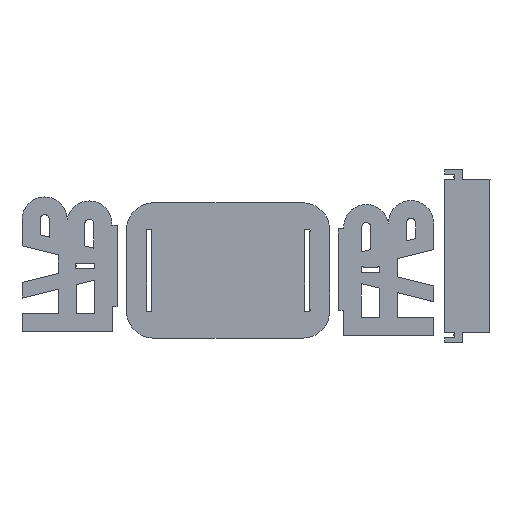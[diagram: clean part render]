
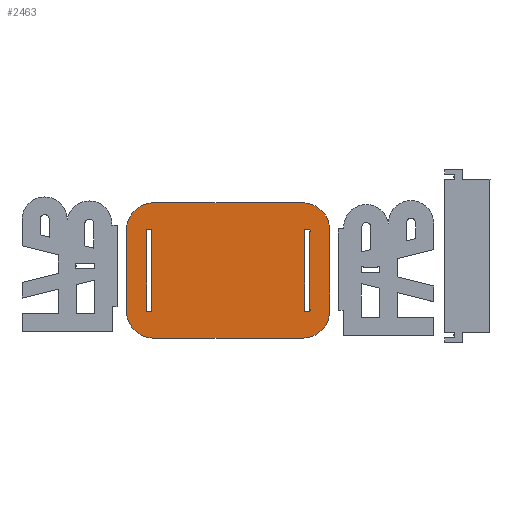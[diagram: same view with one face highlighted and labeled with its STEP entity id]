
A CAD part, top view. The second image highlights one B-rep face of the part: STEP entity #2463.
In plain terms, the highlighted planar face has unit normal (0, 0, 1).
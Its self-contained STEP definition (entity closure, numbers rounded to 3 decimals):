
#43=FACE_BOUND('',#310,.T.);
#44=FACE_BOUND('',#311,.T.);
#75=PLANE('',#2666);
#181=FACE_OUTER_BOUND('',#309,.T.);
#309=EDGE_LOOP('',(#1781,#1782,#1783,#1784,#1785,#1786,#1787,#1788));
#310=EDGE_LOOP('',(#1789,#1790,#1791,#1792,#1793,#1794,#1795,#1796));
#311=EDGE_LOOP('',(#1797,#1798,#1799,#1800,#1801,#1802,#1803,#1804));
#437=LINE('',#3539,#729);
#441=LINE('',#3551,#733);
#445=LINE('',#3563,#737);
#448=LINE('',#3572,#740);
#451=LINE('',#3580,#743);
#456=LINE('',#3593,#748);
#460=LINE('',#3605,#752);
#464=LINE('',#3617,#756);
#467=LINE('',#3628,#759);
#471=LINE('',#3640,#763);
#475=LINE('',#3652,#767);
#479=LINE('',#3664,#771);
#729=VECTOR('',#2837,10.);
#733=VECTOR('',#2849,10.);
#737=VECTOR('',#2861,10.);
#740=VECTOR('',#2872,10.);
#743=VECTOR('',#2877,10.);
#748=VECTOR('',#2890,10.);
#752=VECTOR('',#2902,10.);
#756=VECTOR('',#2914,10.);
#759=VECTOR('',#2925,10.);
#763=VECTOR('',#2937,10.);
#767=VECTOR('',#2949,10.);
#771=VECTOR('',#2961,10.);
#1018=CIRCLE('',#2620,3.);
#1020=CIRCLE('',#2624,3.);
#1022=CIRCLE('',#2628,3.);
#1024=CIRCLE('',#2632,3.);
#1026=CIRCLE('',#2637,3.);
#1028=CIRCLE('',#2641,3.);
#1030=CIRCLE('',#2645,3.);
#1032=CIRCLE('',#2649,3.);
#1034=CIRCLE('',#2653,60.);
#1036=CIRCLE('',#2657,60.);
#1038=CIRCLE('',#2661,60.);
#1040=CIRCLE('',#2665,60.);
#1087=VERTEX_POINT('',#3529);
#1088=VERTEX_POINT('',#3531);
#1090=VERTEX_POINT('',#3537);
#1092=VERTEX_POINT('',#3543);
#1094=VERTEX_POINT('',#3549);
#1096=VERTEX_POINT('',#3555);
#1098=VERTEX_POINT('',#3561);
#1100=VERTEX_POINT('',#3567);
#1103=VERTEX_POINT('',#3577);
#1104=VERTEX_POINT('',#3579);
#1106=VERTEX_POINT('',#3585);
#1108=VERTEX_POINT('',#3591);
#1110=VERTEX_POINT('',#3597);
#1112=VERTEX_POINT('',#3603);
#1114=VERTEX_POINT('',#3609);
#1116=VERTEX_POINT('',#3615);
#1119=VERTEX_POINT('',#3625);
#1120=VERTEX_POINT('',#3627);
#1122=VERTEX_POINT('',#3633);
#1124=VERTEX_POINT('',#3639);
#1126=VERTEX_POINT('',#3645);
#1128=VERTEX_POINT('',#3651);
#1130=VERTEX_POINT('',#3657);
#1132=VERTEX_POINT('',#3663);
#1327=EDGE_CURVE('',#1088,#1087,#1018,.T.);
#1331=EDGE_CURVE('',#1087,#1090,#437,.T.);
#1334=EDGE_CURVE('',#1090,#1092,#1020,.T.);
#1337=EDGE_CURVE('',#1092,#1094,#441,.T.);
#1340=EDGE_CURVE('',#1094,#1096,#1022,.T.);
#1343=EDGE_CURVE('',#1096,#1098,#445,.T.);
#1346=EDGE_CURVE('',#1098,#1100,#1024,.T.);
#1348=EDGE_CURVE('',#1100,#1088,#448,.T.);
#1351=EDGE_CURVE('',#1104,#1103,#451,.T.);
#1355=EDGE_CURVE('',#1103,#1106,#1026,.T.);
#1358=EDGE_CURVE('',#1106,#1108,#456,.T.);
#1361=EDGE_CURVE('',#1108,#1110,#1028,.T.);
#1364=EDGE_CURVE('',#1110,#1112,#460,.T.);
#1367=EDGE_CURVE('',#1112,#1114,#1030,.T.);
#1370=EDGE_CURVE('',#1114,#1116,#464,.T.);
#1372=EDGE_CURVE('',#1116,#1104,#1032,.T.);
#1375=EDGE_CURVE('',#1120,#1119,#467,.T.);
#1378=EDGE_CURVE('',#1122,#1120,#1034,.T.);
#1381=EDGE_CURVE('',#1124,#1122,#471,.T.);
#1384=EDGE_CURVE('',#1126,#1124,#1036,.T.);
#1387=EDGE_CURVE('',#1128,#1126,#475,.T.);
#1390=EDGE_CURVE('',#1130,#1128,#1038,.T.);
#1393=EDGE_CURVE('',#1132,#1130,#479,.T.);
#1396=EDGE_CURVE('',#1119,#1132,#1040,.T.);
#1781=ORIENTED_EDGE('',*,*,#1396,.T.);
#1782=ORIENTED_EDGE('',*,*,#1393,.T.);
#1783=ORIENTED_EDGE('',*,*,#1390,.T.);
#1784=ORIENTED_EDGE('',*,*,#1387,.T.);
#1785=ORIENTED_EDGE('',*,*,#1384,.T.);
#1786=ORIENTED_EDGE('',*,*,#1381,.T.);
#1787=ORIENTED_EDGE('',*,*,#1378,.T.);
#1788=ORIENTED_EDGE('',*,*,#1375,.T.);
#1789=ORIENTED_EDGE('',*,*,#1351,.T.);
#1790=ORIENTED_EDGE('',*,*,#1355,.T.);
#1791=ORIENTED_EDGE('',*,*,#1358,.T.);
#1792=ORIENTED_EDGE('',*,*,#1361,.T.);
#1793=ORIENTED_EDGE('',*,*,#1364,.T.);
#1794=ORIENTED_EDGE('',*,*,#1367,.T.);
#1795=ORIENTED_EDGE('',*,*,#1370,.T.);
#1796=ORIENTED_EDGE('',*,*,#1372,.T.);
#1797=ORIENTED_EDGE('',*,*,#1327,.T.);
#1798=ORIENTED_EDGE('',*,*,#1331,.T.);
#1799=ORIENTED_EDGE('',*,*,#1334,.T.);
#1800=ORIENTED_EDGE('',*,*,#1337,.T.);
#1801=ORIENTED_EDGE('',*,*,#1340,.T.);
#1802=ORIENTED_EDGE('',*,*,#1343,.T.);
#1803=ORIENTED_EDGE('',*,*,#1346,.T.);
#1804=ORIENTED_EDGE('',*,*,#1348,.T.);
#2463=ADVANCED_FACE('',(#181,#43,#44),#75,.T.);
#2620=AXIS2_PLACEMENT_3D('',#3532,#2830,#2831);
#2624=AXIS2_PLACEMENT_3D('',#3545,#2843,#2844);
#2628=AXIS2_PLACEMENT_3D('',#3557,#2855,#2856);
#2632=AXIS2_PLACEMENT_3D('',#3569,#2867,#2868);
#2637=AXIS2_PLACEMENT_3D('',#3587,#2884,#2885);
#2641=AXIS2_PLACEMENT_3D('',#3599,#2896,#2897);
#2645=AXIS2_PLACEMENT_3D('',#3611,#2908,#2909);
#2649=AXIS2_PLACEMENT_3D('',#3620,#2919,#2920);
#2653=AXIS2_PLACEMENT_3D('',#3634,#2931,#2932);
#2657=AXIS2_PLACEMENT_3D('',#3646,#2943,#2944);
#2661=AXIS2_PLACEMENT_3D('',#3658,#2955,#2956);
#2665=AXIS2_PLACEMENT_3D('',#3668,#2967,#2968);
#2666=AXIS2_PLACEMENT_3D('',#3669,#2969,#2970);
#2830=DIRECTION('center_axis',(0.,0.,-1.));
#2831=DIRECTION('ref_axis',(-0.707,0.707,0.));
#2837=DIRECTION('',(0.,-1.,0.));
#2843=DIRECTION('center_axis',(0.,0.,-1.));
#2844=DIRECTION('ref_axis',(0.707,0.707,0.));
#2849=DIRECTION('',(-1.,0.,0.));
#2855=DIRECTION('center_axis',(0.,0.,-1.));
#2856=DIRECTION('ref_axis',(0.707,-0.707,0.));
#2861=DIRECTION('',(0.,1.,0.));
#2867=DIRECTION('center_axis',(0.,0.,-1.));
#2868=DIRECTION('ref_axis',(-0.707,-0.707,0.));
#2872=DIRECTION('',(1.,0.,0.));
#2877=DIRECTION('',(-1.,0.,0.));
#2884=DIRECTION('center_axis',(0.,0.,-1.));
#2885=DIRECTION('ref_axis',(0.707,-0.707,0.));
#2890=DIRECTION('',(0.,1.,0.));
#2896=DIRECTION('center_axis',(0.,0.,-1.));
#2897=DIRECTION('ref_axis',(-0.707,-0.707,0.));
#2902=DIRECTION('',(1.,0.,0.));
#2908=DIRECTION('center_axis',(0.,0.,-1.));
#2909=DIRECTION('ref_axis',(-0.707,0.707,0.));
#2914=DIRECTION('',(0.,-1.,0.));
#2919=DIRECTION('center_axis',(0.,0.,-1.));
#2920=DIRECTION('ref_axis',(0.707,0.707,0.));
#2925=DIRECTION('',(1.,0.,0.));
#2931=DIRECTION('center_axis',(0.,0.,1.));
#2932=DIRECTION('ref_axis',(-1.,0.,0.));
#2937=DIRECTION('',(0.,-1.,0.));
#2943=DIRECTION('center_axis',(0.,0.,1.));
#2944=DIRECTION('ref_axis',(0.,1.,0.));
#2949=DIRECTION('',(-1.,0.,0.));
#2955=DIRECTION('center_axis',(0.,0.,1.));
#2956=DIRECTION('ref_axis',(1.,0.,0.));
#2961=DIRECTION('',(0.,1.,0.));
#2967=DIRECTION('center_axis',(0.,0.,1.));
#2968=DIRECTION('ref_axis',(0.,-1.,0.));
#2969=DIRECTION('center_axis',(0.,0.,1.));
#2970=DIRECTION('ref_axis',(1.,0.,0.));
#3529=CARTESIAN_POINT('',(-169.5,235.757,11.));
#3531=CARTESIAN_POINT('',(-173.743,240.,11.));
#3532=CARTESIAN_POINT('Origin',(-171.621,237.879,11.));
#3537=CARTESIAN_POINT('',(-169.5,64.243,11.));
#3539=CARTESIAN_POINT('',(-169.5,107.121,11.));
#3543=CARTESIAN_POINT('',(-173.743,60.,11.));
#3545=CARTESIAN_POINT('Origin',(-171.621,62.121,11.));
#3549=CARTESIAN_POINT('',(-176.257,60.,11.));
#3551=CARTESIAN_POINT('',(-88.129,60.,11.));
#3555=CARTESIAN_POINT('',(-180.5,64.243,11.));
#3557=CARTESIAN_POINT('Origin',(-178.379,62.121,11.));
#3561=CARTESIAN_POINT('',(-180.5,235.757,11.));
#3563=CARTESIAN_POINT('',(-180.5,192.879,11.));
#3567=CARTESIAN_POINT('',(-176.257,240.,11.));
#3569=CARTESIAN_POINT('Origin',(-178.379,237.879,11.));
#3572=CARTESIAN_POINT('',(-86.871,240.,11.));
#3577=CARTESIAN_POINT('',(174.243,60.,11.));
#3579=CARTESIAN_POINT('',(176.757,60.,11.));
#3580=CARTESIAN_POINT('',(87.121,60.,11.));
#3585=CARTESIAN_POINT('',(170.,64.243,11.));
#3587=CARTESIAN_POINT('Origin',(172.121,62.121,11.));
#3591=CARTESIAN_POINT('',(170.,235.757,11.));
#3593=CARTESIAN_POINT('',(170.,192.879,11.));
#3597=CARTESIAN_POINT('',(174.243,240.,11.));
#3599=CARTESIAN_POINT('Origin',(172.121,237.879,11.));
#3603=CARTESIAN_POINT('',(176.757,240.,11.));
#3605=CARTESIAN_POINT('',(88.379,240.,11.));
#3609=CARTESIAN_POINT('',(181.,235.757,11.));
#3611=CARTESIAN_POINT('Origin',(178.879,237.879,11.));
#3615=CARTESIAN_POINT('',(181.,64.243,11.));
#3617=CARTESIAN_POINT('',(181.,107.121,11.));
#3620=CARTESIAN_POINT('Origin',(178.879,62.121,11.));
#3625=CARTESIAN_POINT('',(165.,0.,11.));
#3627=CARTESIAN_POINT('',(-165.,0.,11.));
#3628=CARTESIAN_POINT('',(-165.,0.,11.));
#3633=CARTESIAN_POINT('',(-225.,60.,11.));
#3634=CARTESIAN_POINT('Origin',(-165.,60.,11.));
#3639=CARTESIAN_POINT('',(-225.,240.,11.));
#3640=CARTESIAN_POINT('',(-225.,240.,11.));
#3645=CARTESIAN_POINT('',(-165.,300.,11.));
#3646=CARTESIAN_POINT('Origin',(-165.,240.,11.));
#3651=CARTESIAN_POINT('',(165.,300.,11.));
#3652=CARTESIAN_POINT('',(165.,300.,11.));
#3657=CARTESIAN_POINT('',(225.,240.,11.));
#3658=CARTESIAN_POINT('Origin',(165.,240.,11.));
#3663=CARTESIAN_POINT('',(225.,60.,11.));
#3664=CARTESIAN_POINT('',(225.,60.,11.));
#3668=CARTESIAN_POINT('Origin',(165.,60.,11.));
#3669=CARTESIAN_POINT('Origin',(0.,150.,11.));
